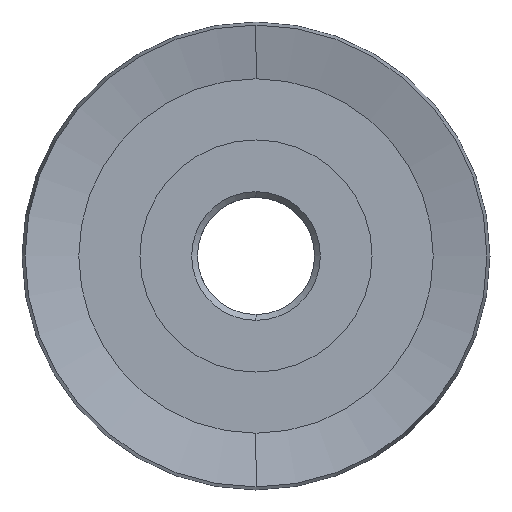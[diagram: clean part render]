
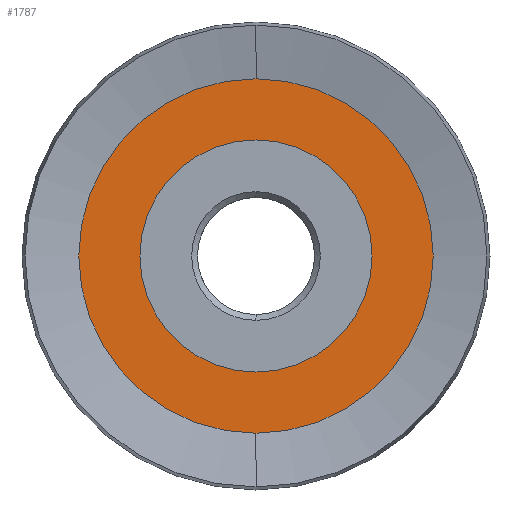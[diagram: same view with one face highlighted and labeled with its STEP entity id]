
A CAD part, left-side view. The second image highlights one B-rep face of the part: STEP entity #1787.
In plain terms, the highlighted planar face has unit normal (-1, 0, 0).
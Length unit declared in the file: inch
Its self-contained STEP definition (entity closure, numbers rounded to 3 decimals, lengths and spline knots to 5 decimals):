
#147 = EDGE_CURVE ( 'NONE', #585, #5165, #2239, .T. ) ;
#333 = EDGE_CURVE ( 'NONE', #3103, #3348, #2159, .T. ) ;
#360 = PLANE ( 'NONE',  #365 ) ;
#365 = AXIS2_PLACEMENT_3D ( 'NONE', #2344, #1528, #3162 ) ;
#386 = EDGE_LOOP ( 'NONE', ( #4260, #2251 ) ) ;
#514 = CARTESIAN_POINT ( 'NONE',  ( 0.0315, 0., 0. ) ) ;
#522 = CARTESIAN_POINT ( 'NONE',  ( 0.0315, 0., 0.37869 ) ) ;
#585 = VERTEX_POINT ( 'NONE', #660 ) ;
#660 = CARTESIAN_POINT ( 'NONE',  ( 0.0315, 0., -0.37869 ) ) ;
#666 = FACE_OUTER_BOUND ( 'NONE', #386, .T. ) ;
#929 = DIRECTION ( 'NONE',  ( -1., 0., 0. ) ) ;
#1042 = CARTESIAN_POINT ( 'NONE',  ( 0.0315, 0., 0. ) ) ;
#1062 = AXIS2_PLACEMENT_3D ( 'NONE', #1947, #4828, #2362 ) ;
#1402 = DIRECTION ( 'NONE',  ( -1., 0., 0. ) ) ;
#1426 = DIRECTION ( 'NONE',  ( 0., 0., 1. ) ) ;
#1528 = DIRECTION ( 'NONE',  ( -1., 0., 0. ) ) ;
#1787 = ADVANCED_FACE ( 'NONE', ( #3617, #666 ), #360, .T. ) ;
#1853 = CARTESIAN_POINT ( 'NONE',  ( 0.0315, 0., 0.248 ) ) ;
#1947 = CARTESIAN_POINT ( 'NONE',  ( 0.0315, 0., 0. ) ) ;
#2159 = CIRCLE ( 'NONE', #3191, 0.248 ) ;
#2239 = CIRCLE ( 'NONE', #3578, 0.37869 ) ;
#2251 = ORIENTED_EDGE ( 'NONE', *, *, #147, .T. ) ;
#2344 = CARTESIAN_POINT ( 'NONE',  ( 0.0315, 0., 0. ) ) ;
#2362 = DIRECTION ( 'NONE',  ( 0., 0., 1. ) ) ;
#2932 = ORIENTED_EDGE ( 'NONE', *, *, #333, .F. ) ;
#3019 = EDGE_LOOP ( 'NONE', ( #2932, #3875 ) ) ;
#3094 = CIRCLE ( 'NONE', #4855, 0.248 ) ;
#3103 = VERTEX_POINT ( 'NONE', #1853 ) ;
#3162 = DIRECTION ( 'NONE',  ( 0., 0., 1. ) ) ;
#3191 = AXIS2_PLACEMENT_3D ( 'NONE', #1042, #3869, #1426 ) ;
#3200 = CARTESIAN_POINT ( 'NONE',  ( 0.0315, 0., -0.248 ) ) ;
#3319 = CARTESIAN_POINT ( 'NONE',  ( 0.0315, 0., 0. ) ) ;
#3348 = VERTEX_POINT ( 'NONE', #3200 ) ;
#3578 = AXIS2_PLACEMENT_3D ( 'NONE', #514, #1402, #4252 ) ;
#3617 = FACE_BOUND ( 'NONE', #3019, .T. ) ;
#3752 = DIRECTION ( 'NONE',  ( 0., 0., 1. ) ) ;
#3869 = DIRECTION ( 'NONE',  ( -1., 0., 0. ) ) ;
#3875 = ORIENTED_EDGE ( 'NONE', *, *, #5157, .F. ) ;
#4099 = CIRCLE ( 'NONE', #1062, 0.37869 ) ;
#4252 = DIRECTION ( 'NONE',  ( 0., 0., 1. ) ) ;
#4260 = ORIENTED_EDGE ( 'NONE', *, *, #5003, .T. ) ;
#4828 = DIRECTION ( 'NONE',  ( -1., 0., 0. ) ) ;
#4855 = AXIS2_PLACEMENT_3D ( 'NONE', #3319, #929, #3752 ) ;
#5003 = EDGE_CURVE ( 'NONE', #5165, #585, #4099, .T. ) ;
#5157 = EDGE_CURVE ( 'NONE', #3348, #3103, #3094, .T. ) ;
#5165 = VERTEX_POINT ( 'NONE', #522 ) ;
